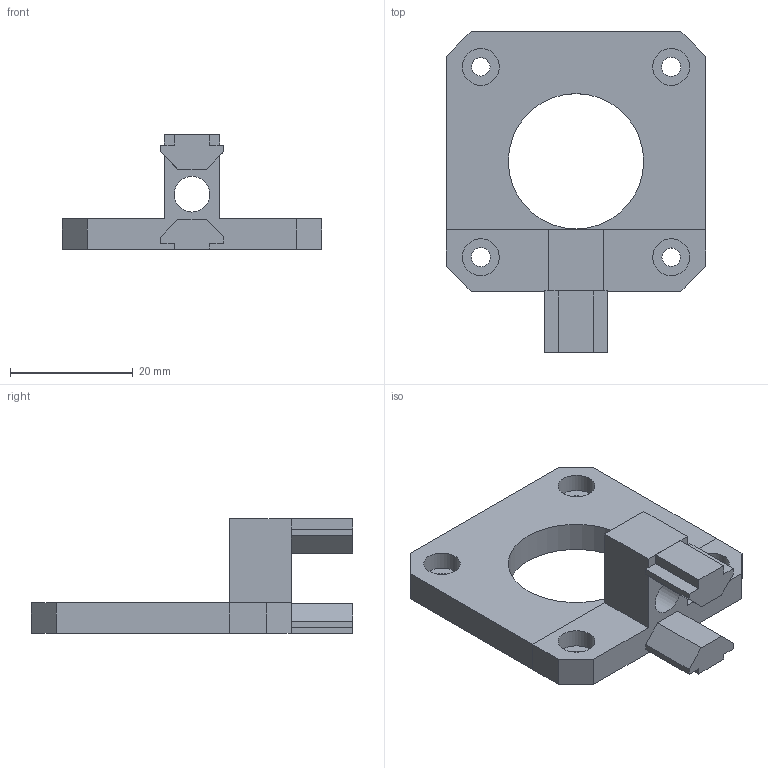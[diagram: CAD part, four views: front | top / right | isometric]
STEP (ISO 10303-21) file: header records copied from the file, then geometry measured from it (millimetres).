
FILE_DESCRIPTION(/* description */ (''),/* implementation_level */ '2;1');
FILE_NAME(/* name */ 'Perseus-y-axi-motor-mount.step',/* time_stamp */ '2022-01-04T22:07:11+08:00',/* author */ (''),/* organization */ (''),/* preprocessor_version */ 'ST-DEVELOPER v18.1',/* originating_system */ 'Autodesk Translation Framework v10.10.0.1391',/* authorisation */ '');
FILE_SCHEMA (('AUTOMOTIVE_DESIGN { 1 0 10303 214 3 1 1 }'));
Length unit declared in the file: millimetre
Products named in the file (1): Ring Nema 17
Bounding box: 42.3 x 52.3 x 18.8 mm (x, y, z)
Volume: 8237.9 mm3; surface area: 5767.8 mm2
Topology: 2 solids, 2 shells, 62 faces, 154 edges, 100 vertices
Faces by surface type: plane 52, cylinder 10
Full cylindrical faces by diameter (mm): 3 x2, 3.1 x2, 5.8 x1, 6 x4, 22.05 x1
Entity records: 1877 total; most frequent: CARTESIAN_POINT 317, ORIENTED_EDGE 308, DIRECTION 300, EDGE_CURVE 154, LINE 134, VECTOR 134, VERTEX_POINT 100, AXIS2_PLACEMENT_3D 83
